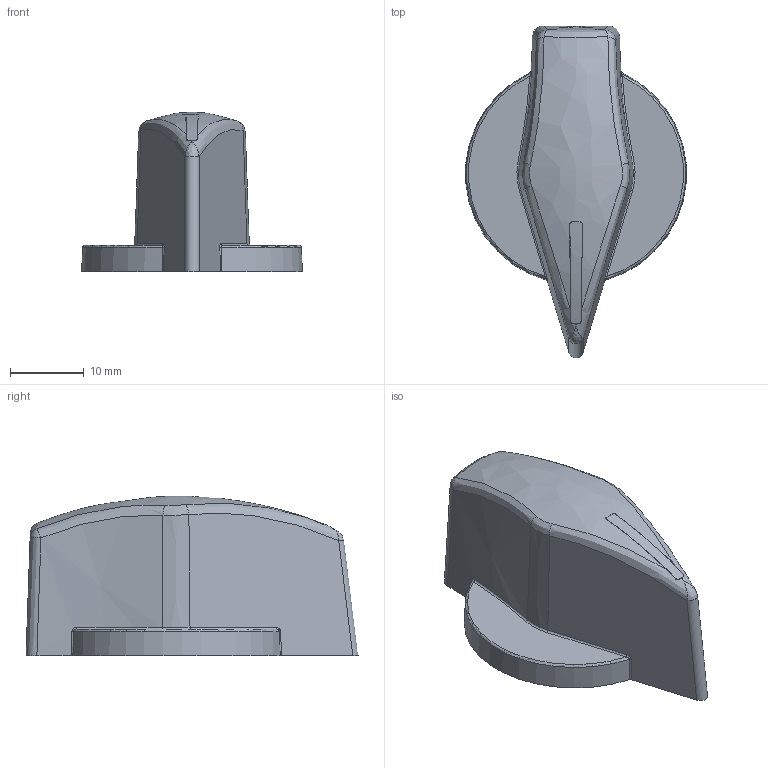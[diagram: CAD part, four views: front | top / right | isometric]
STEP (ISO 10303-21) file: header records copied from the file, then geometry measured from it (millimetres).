
FILE_DESCRIPTION( ( 'Unknown' ), '1' );
FILE_NAME( '6130010_MRI_45.stp', 'Unknown', ( 'Unknown' ), ( 'Unknown' ), 'PSStep 11.0', 'Unknown', ' ' );
FILE_SCHEMA( ( 'AUTOMOTIVE_DESIGN { 1 0 10303 214 1 1 1 1 }' ) );
Length unit declared in the file: millimetre
Products named in the file (2): 6130010
Bounding box: 29.91 x 45 x 21.64 mm (x, y, z)
Volume: 8934.1 mm3; surface area: 4848.3 mm2
Topology: 2 solids, 2 shells, 117 faces, 276 edges, 164 vertices
Faces by surface type: plane 43, cylinder 28, bspline 22, torus 10, cone 8, sphere 6
Full cylindrical faces by diameter (mm): 4 x2, 4.5 x2, 8 x1
Entity records: 6448 total; most frequent: CARTESIAN_POINT 3012, ORIENTED_EDGE 522, DIRECTION 488, EDGE_CURVE 261, AXIS2_PLACEMENT_3D 196, VERTEX_POINT 161, EDGE_LOOP 134, FACE_OUTER_BOUND 122
